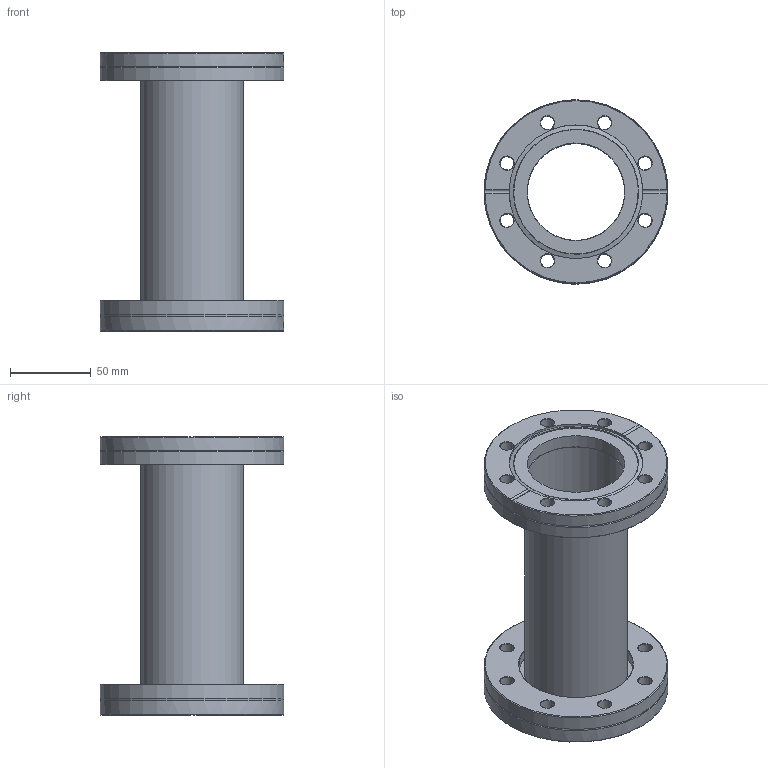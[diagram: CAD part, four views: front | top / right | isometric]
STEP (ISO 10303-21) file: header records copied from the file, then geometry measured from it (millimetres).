
FILE_DESCRIPTION(/* description */ (''),/* implementation_level */ '2;1');
FILE_NAME(/* name */ 'FL-SSC63CF.stp',/* time_stamp */ '2018-01-24T12:57:08+00:00',/* author */ ('paul'),/* organization */ (''),/* preprocessor_version */ 'ST-DEVELOPER v16.13',/* originating_system */ 'Autodesk Inventor 2018',/* authorisation */ '');
FILE_SCHEMA (('AUTOMOTIVE_DESIGN { 1 0 10303 214 3 1 1 }'));
Length unit declared in the file: millimetre
Products named in the file (5): FL-SSC63CF; DN63 tube for FL-SSC63CF; FL-63CF-64; FL-63CF-IN63.5; FL-63CF-OUT
Assembly tree (4 placements, depth 2):
  FL-SSC63CF
    DN63 tube for FL-SSC63CF
    FL-63CF-64
    FL-63CF-IN63.5
    FL-63CF-OUT
Bounding box: 113.5 x 113.5 x 171.7 mm (x, y, z)
Volume: 282976.4 mm3; surface area: 123794.8 mm2
Topology: 4 solids, 4 shells, 277 faces, 726 edges, 475 vertices
Faces by surface type: bspline 106, plane 74, cylinder 50, cone 45, torus 2
Full cylindrical faces by diameter (mm): 8.4 x16, 60 x1, 60.3 x2, 63.5 x1, 63.8 x2, 70.5 x1, 82.3 x1, 82.5 x2, 113.5 x4
Entity records: 31224 total; most frequent: CARTESIAN_POINT 25022, ORIENTED_EDGE 1266, DIRECTION 1040, EDGE_CURVE 633, VERTEX_POINT 455, EDGE_LOOP 408, AXIS2_PLACEMENT_3D 405, FACE_OUTER_BOUND 277
